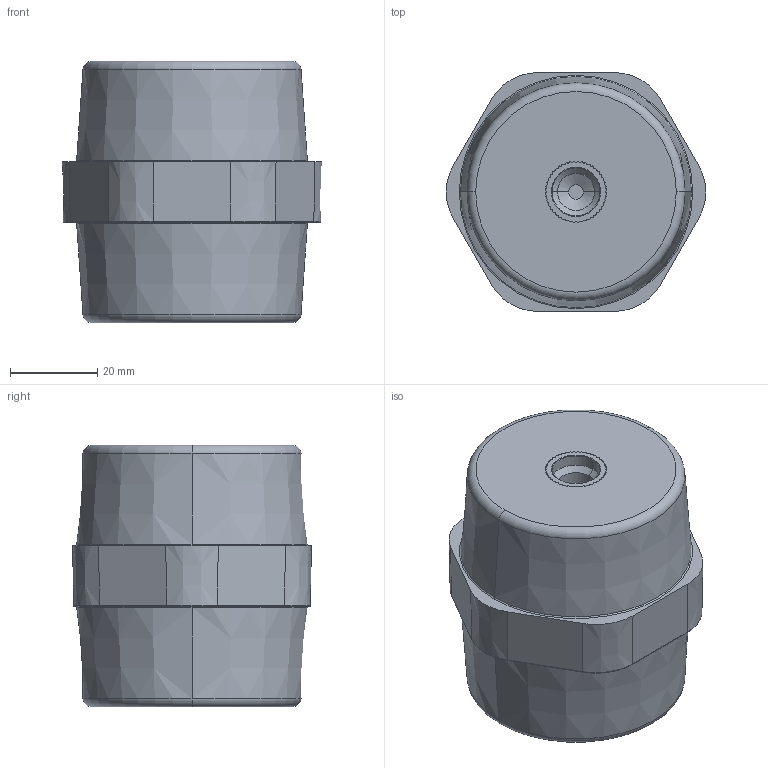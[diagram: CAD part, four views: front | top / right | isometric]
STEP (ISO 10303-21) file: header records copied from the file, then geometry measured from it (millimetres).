
FILE_DESCRIPTION (( 'STEP AP214' ), '1' );
FILE_NAME ('YIS11-60-10-K05 Èçîëÿòîð îïîðíûé SM60 (Ì10) IEK.STEP', '2024-06-18T11:25:03', ( '' ), ( '' ), 'SwSTEP 2.0', 'SolidWorks 2022', '' );
FILE_SCHEMA (( 'AUTOMOTIVE_DESIGN' ));
Length unit declared in the file: millimetre
Products named in the file (4): MH-60_001_01_IZOLJATOR_OPORN.stp; YIS11-60-10-K05 Изолятор опорный SM60 (М10) IEK; M10X22XD14_GAIKA_ZAKLADNAJA.stp; mh-60-001_izol_oporn_m10x22xd14_asm.stp
Assembly tree (4 placements, depth 3):
  YIS11-60-10-K05 Изолятор опорный SM60 (М10) IEK
    mh-60-001_izol_oporn_m10x22xd14_asm.stp
      MH-60_001_01_IZOLJATOR_OPORN.stp
      M10X22XD14_GAIKA_ZAKLADNAJA.stp  x2
Bounding box: 59.56 x 54.8 x 60 mm (x, y, z)
Volume: 128179.8 mm3; surface area: 20322.8 mm2
Topology: 3 solids, 3 shells, 2412 faces, 7116 edges, 4732 vertices
Faces by surface type: plane 1186, cylinder 1182, cone 22, torus 22
Entity records: 65356 total; most frequent: CARTESIAN_POINT 16029, ORIENTED_EDGE 10696, DIRECTION 10238, EDGE_CURVE 5348, VERTEX_POINT 3556, AXIS2_PLACEMENT_3D 3507, VECTOR 3224, LINE 3224
